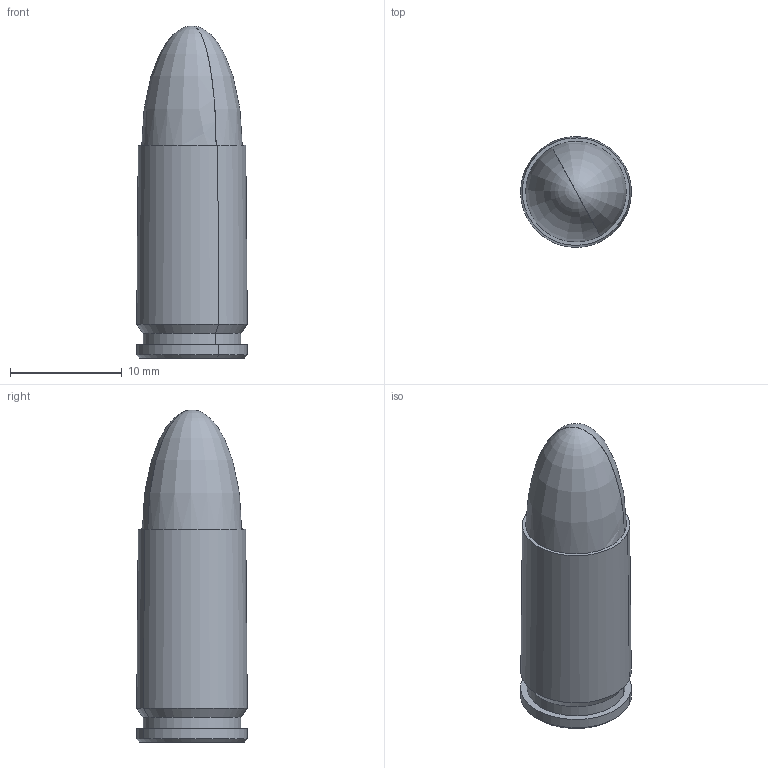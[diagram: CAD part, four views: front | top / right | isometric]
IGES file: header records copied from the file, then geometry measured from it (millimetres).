
Start section: START RECORD GO HERE.
Global section: file name: 9x19mm.igs; native system: IBM CATIA IGES - CATIA Version 5 Release 18 ; preprocessor: CATIA Version 5 Release 18 ; author: Kevin; organization: Kevin-Fixe; date: 20201130.130518; units: millimetre
Bounding box: 9.9 x 9.9 x 29.65 mm (x, y, z)
Surface area: 955.3 mm2 (no closed solid volume)
Topology: 0 solids, 0 shells, 19 faces, 76 edges, 73 vertices
Faces by surface type: revolution 16, plane 3
